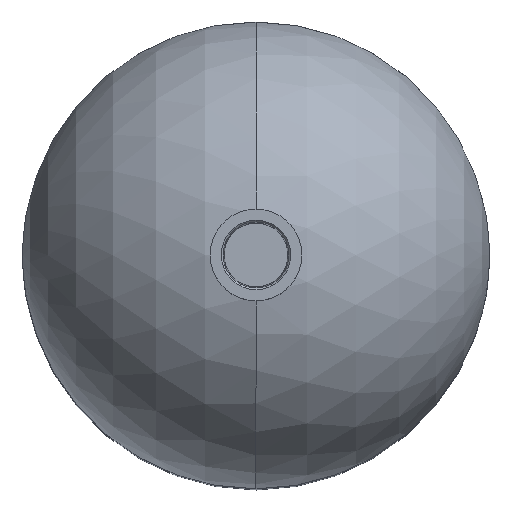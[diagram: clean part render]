
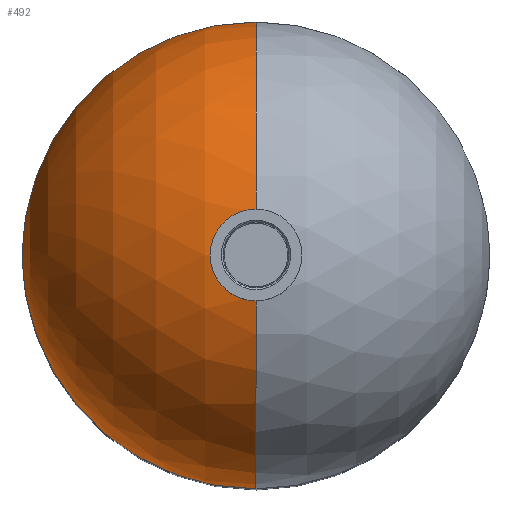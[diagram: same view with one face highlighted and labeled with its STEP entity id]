
A CAD part, top view. The second image highlights one B-rep face of the part: STEP entity #492.
In plain terms, the highlighted spherical face has radius 88.9 mm.
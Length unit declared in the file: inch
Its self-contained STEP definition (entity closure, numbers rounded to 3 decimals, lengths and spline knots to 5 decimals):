
#10 = EDGE_CURVE ( 'NONE', #596, #292, #854, .T. ) ;
#14 = ORIENTED_EDGE ( 'NONE', *, *, #10, .T. ) ;
#69 = DIRECTION ( 'NONE',  ( -1., 0., 0. ) ) ;
#79 = CARTESIAN_POINT ( 'NONE',  ( 0., 0., 4.59861 ) ) ;
#131 = AXIS2_PLACEMENT_3D ( 'NONE', #374, #860, #154 ) ;
#144 = DIRECTION ( 'NONE',  ( 0., 0., 1. ) ) ;
#146 = EDGE_LOOP ( 'NONE', ( #537, #838, #14, #772 ) ) ;
#154 = DIRECTION ( 'NONE',  ( -1., 0., 0. ) ) ;
#155 = CARTESIAN_POINT ( 'NONE',  ( 0., 0., 4.5 ) ) ;
#163 = EDGE_CURVE ( 'NONE', #600, #596, #610, .T. ) ;
#186 = CARTESIAN_POINT ( 'NONE',  ( 0., 0., 4.5 ) ) ;
#206 = AXIS2_PLACEMENT_3D ( 'NONE', #556, #69, #266 ) ;
#266 = DIRECTION ( 'NONE',  ( 0., -1., 0. ) ) ;
#282 = CIRCLE ( 'NONE', #362, 3.5 ) ;
#292 = VERTEX_POINT ( 'NONE', #330 ) ;
#330 = CARTESIAN_POINT ( 'NONE',  ( 0., 0.0166, 7.99996 ) ) ;
#332 = CARTESIAN_POINT ( 'NONE',  ( 0., -0.0166, 7.99996 ) ) ;
#362 = AXIS2_PLACEMENT_3D ( 'NONE', #155, #375, #586 ) ;
#372 = VERTEX_POINT ( 'NONE', #659 ) ;
#374 = CARTESIAN_POINT ( 'NONE',  ( 0., 0., 7.99996 ) ) ;
#375 = DIRECTION ( 'NONE',  ( 1., 0., 0. ) ) ;
#403 = DIRECTION ( 'NONE',  ( 0., 1., 0. ) ) ;
#413 = EDGE_CURVE ( 'NONE', #372, #600, #483, .T. ) ;
#473 = DIRECTION ( 'NONE',  ( -1., 0., 0. ) ) ;
#482 = SPHERICAL_SURFACE ( 'NONE', #834, 3.5 ) ;
#483 = CIRCLE ( 'NONE', #527, 3.49861 ) ;
#492 = ADVANCED_FACE ( 'NONE', ( #553 ), #482, .T. ) ;
#527 = AXIS2_PLACEMENT_3D ( 'NONE', #79, #144, #715 ) ;
#537 = ORIENTED_EDGE ( 'NONE', *, *, #413, .T. ) ;
#553 = FACE_OUTER_BOUND ( 'NONE', #146, .T. ) ;
#556 = CARTESIAN_POINT ( 'NONE',  ( 0., 0., 4.5 ) ) ;
#586 = DIRECTION ( 'NONE',  ( 0., 0., -1. ) ) ;
#596 = VERTEX_POINT ( 'NONE', #332 ) ;
#600 = VERTEX_POINT ( 'NONE', #891 ) ;
#610 = CIRCLE ( 'NONE', #206, 3.5 ) ;
#659 = CARTESIAN_POINT ( 'NONE',  ( 0., 3.49861, 4.59861 ) ) ;
#715 = DIRECTION ( 'NONE',  ( 0., 1., 0. ) ) ;
#744 = EDGE_CURVE ( 'NONE', #372, #292, #282, .T. ) ;
#772 = ORIENTED_EDGE ( 'NONE', *, *, #744, .F. ) ;
#834 = AXIS2_PLACEMENT_3D ( 'NONE', #186, #473, #403 ) ;
#838 = ORIENTED_EDGE ( 'NONE', *, *, #163, .T. ) ;
#854 = CIRCLE ( 'NONE', #131, 0.0166 ) ;
#860 = DIRECTION ( 'NONE',  ( 0., 0., -1. ) ) ;
#891 = CARTESIAN_POINT ( 'NONE',  ( 0., -3.49861, 4.59861 ) ) ;
